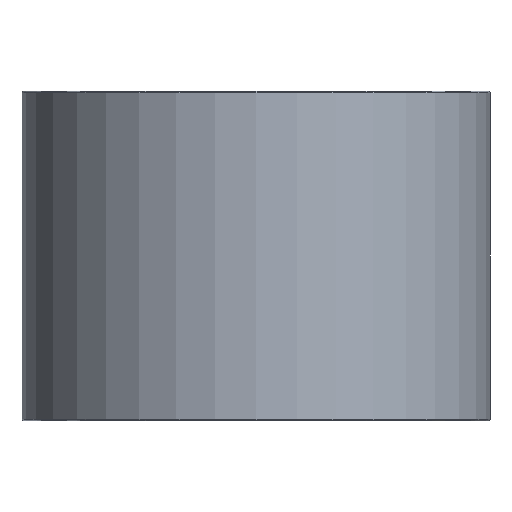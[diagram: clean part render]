
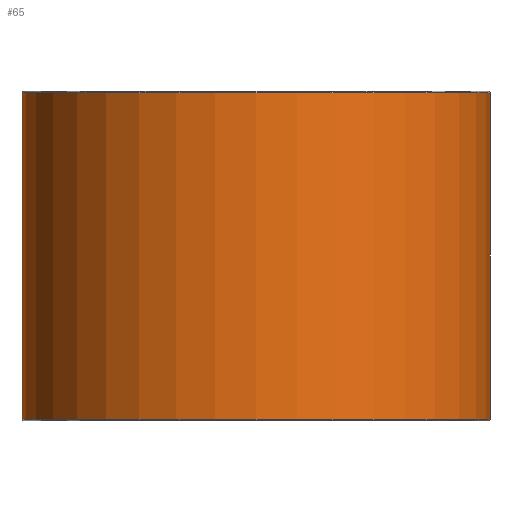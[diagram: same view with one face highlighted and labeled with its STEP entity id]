
A CAD part, front view. The second image highlights one B-rep face of the part: STEP entity #65.
In plain terms, the highlighted cylindrical face has radius 66 mm (diameter 132 mm), a partial arc.
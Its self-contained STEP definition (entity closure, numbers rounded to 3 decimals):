
#65=ADVANCED_FACE('',(#129),#130,.T.);
#129=FACE_OUTER_BOUND('',#189,.T.);
#130=CYLINDRICAL_SURFACE('',#190,66.0);
#189=EDGE_LOOP('',(#301,#302,#303,#304));
#190=AXIS2_PLACEMENT_3D('',#305,#306,#307);
#301=ORIENTED_EDGE('',*,*,#339,.T.);
#302=ORIENTED_EDGE('',*,*,#374,.F.);
#303=ORIENTED_EDGE('',*,*,#340,.T.);
#304=ORIENTED_EDGE('',*,*,#376,.T.);
#305=CARTESIAN_POINT('',(0.0,0.0,-40.0));
#306=DIRECTION('',(0.0,0.0,-1.0));
#307=DIRECTION('',(1.0,0.0,0.0));
#339=EDGE_CURVE('',#386,#392,#393,.T.);
#340=EDGE_CURVE('',#394,#383,#395,.T.);
#374=EDGE_CURVE('',#394,#392,#443,.T.);
#376=EDGE_CURVE('',#383,#386,#445,.T.);
#383=VERTEX_POINT('',#452);
#386=VERTEX_POINT('',#455);
#392=VERTEX_POINT('',#461);
#393=LINE('',#462,#463);
#394=VERTEX_POINT('',#464);
#395=LINE('',#465,#466);
#443=CIRCLE('',#520,66.0);
#445=CIRCLE('',#522,66.0);
#452=CARTESIAN_POINT('',(-66.0,0.0,-39.5));
#455=CARTESIAN_POINT('',(66.0,0.,-39.5));
#461=CARTESIAN_POINT('',(66.0,0.,52.5));
#462=CARTESIAN_POINT('',(66.0,0.,6.5));
#463=VECTOR('',#540,1.0);
#464=CARTESIAN_POINT('',(-66.0,0.,52.5));
#465=CARTESIAN_POINT('',(-66.0,0.,6.5));
#466=VECTOR('',#541,1.0);
#520=AXIS2_PLACEMENT_3D('',#599,#600,#601);
#522=AXIS2_PLACEMENT_3D('',#602,#603,#604);
#540=DIRECTION('',(-0.0,-0.0,1.0));
#541=DIRECTION('',(0.0,0.0,-1.0));
#599=CARTESIAN_POINT('',(0.0,0.0,52.5));
#600=DIRECTION('',(0.0,0.0,1.0));
#601=DIRECTION('',(1.0,0.0,0.0));
#602=CARTESIAN_POINT('',(0.0,0.0,-39.5));
#603=DIRECTION('',(0.0,0.0,1.0));
#604=DIRECTION('',(1.0,0.0,0.0));
